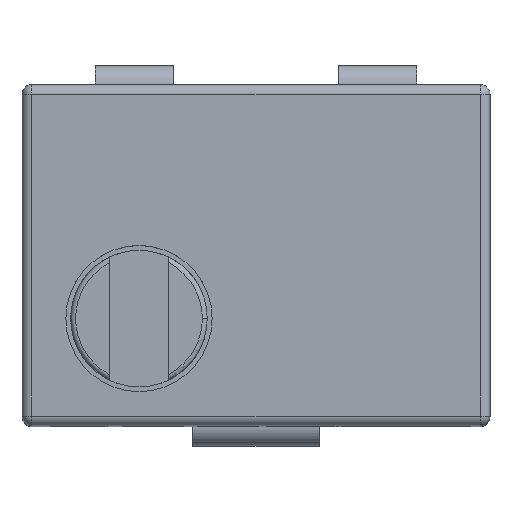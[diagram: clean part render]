
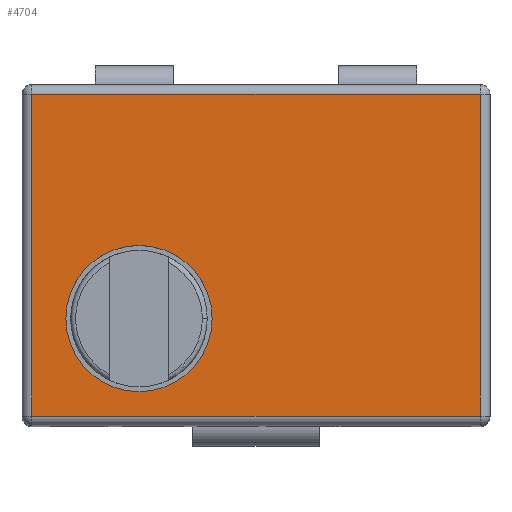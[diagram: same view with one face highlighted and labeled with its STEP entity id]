
A CAD part, top view. The second image highlights one B-rep face of the part: STEP entity #4704.
In plain terms, the highlighted planar face has unit normal (0, 0, 1).
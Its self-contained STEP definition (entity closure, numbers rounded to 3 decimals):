
#29 = VECTOR ( 'NONE', #3017, 1000. ) ;
#514 = CARTESIAN_POINT ( 'NONE',  ( -1.2, -0.65, 5.1 ) ) ;
#931 = LINE ( 'NONE', #13486, #11854 ) ;
#1543 = CARTESIAN_POINT ( 'NONE',  ( -2.3, 1.65, 5.1 ) ) ;
#1665 = FACE_BOUND ( 'NONE', #20366, .T. ) ;
#2485 = AXIS2_PLACEMENT_3D ( 'NONE', #14863, #7060, #11771 ) ;
#2548 = VECTOR ( 'NONE', #8882, 1000. ) ;
#3017 = DIRECTION ( 'NONE',  ( 0., 1., 0. ) ) ;
#3079 = CARTESIAN_POINT ( 'NONE',  ( -2.3, -1.65, 5.1 ) ) ;
#3375 = VERTEX_POINT ( 'NONE', #3079 ) ;
#3627 = DIRECTION ( 'NONE',  ( -1., 0., 0. ) ) ;
#3702 = EDGE_CURVE ( 'NONE', #19358, #14788, #18587, .T. ) ;
#4609 = ORIENTED_EDGE ( 'NONE', *, *, #18567, .T. ) ;
#4704 = ADVANCED_FACE ( 'NONE', ( #1665, #15583 ), #13910, .F. ) ;
#4749 = EDGE_CURVE ( 'NONE', #17800, #3375, #19637, .T. ) ;
#5070 = ORIENTED_EDGE ( 'NONE', *, *, #6472, .T. ) ;
#5167 = DIRECTION ( 'NONE',  ( 1., 0., 0. ) ) ;
#5435 = CIRCLE ( 'NONE', #8075, 0.75 ) ;
#6223 = ORIENTED_EDGE ( 'NONE', *, *, #3702, .F. ) ;
#6472 = EDGE_CURVE ( 'NONE', #10635, #17800, #931, .T. ) ;
#6651 = CARTESIAN_POINT ( 'NONE',  ( 0., 0., 5.1 ) ) ;
#7060 = DIRECTION ( 'NONE',  ( 0., 0., 1. ) ) ;
#7771 = LINE ( 'NONE', #13916, #29 ) ;
#7957 = ORIENTED_EDGE ( 'NONE', *, *, #14717, .T. ) ;
#8051 = DIRECTION ( 'NONE',  ( 0., 0., 1. ) ) ;
#8075 = AXIS2_PLACEMENT_3D ( 'NONE', #514, #8051, #5167 ) ;
#8076 = CARTESIAN_POINT ( 'NONE',  ( 2.3, 1.65, 5.1 ) ) ;
#8882 = DIRECTION ( 'NONE',  ( 1., 0., 0. ) ) ;
#9233 = CARTESIAN_POINT ( 'NONE',  ( -2.3, 0., 5.1 ) ) ;
#10635 = VERTEX_POINT ( 'NONE', #8076 ) ;
#11046 = VECTOR ( 'NONE', #16690, 1000. ) ;
#11468 = DIRECTION ( 'NONE',  ( 0., 0., -1. ) ) ;
#11475 = CARTESIAN_POINT ( 'NONE',  ( -0.45, -0.65, 5.1 ) ) ;
#11771 = DIRECTION ( 'NONE',  ( 1., 0., 0. ) ) ;
#11854 = VECTOR ( 'NONE', #19750, 1000. ) ;
#12203 = LINE ( 'NONE', #18760, #2548 ) ;
#12751 = AXIS2_PLACEMENT_3D ( 'NONE', #6651, #11468, #3627 ) ;
#13238 = EDGE_CURVE ( 'NONE', #14788, #19358, #5435, .T. ) ;
#13486 = CARTESIAN_POINT ( 'NONE',  ( 0., 1.65, 5.1 ) ) ;
#13873 = CARTESIAN_POINT ( 'NONE',  ( 2.3, -1.65, 5.1 ) ) ;
#13910 = PLANE ( 'NONE',  #12751 ) ;
#13916 = CARTESIAN_POINT ( 'NONE',  ( 2.3, 0., 5.1 ) ) ;
#14717 = EDGE_CURVE ( 'NONE', #16027, #10635, #7771, .T. ) ;
#14788 = VERTEX_POINT ( 'NONE', #11475 ) ;
#14863 = CARTESIAN_POINT ( 'NONE',  ( -1.2, -0.65, 5.1 ) ) ;
#15375 = EDGE_LOOP ( 'NONE', ( #4609, #7957, #5070, #17521 ) ) ;
#15583 = FACE_OUTER_BOUND ( 'NONE', #15375, .T. ) ;
#16027 = VERTEX_POINT ( 'NONE', #13873 ) ;
#16690 = DIRECTION ( 'NONE',  ( 0., -1., 0. ) ) ;
#17521 = ORIENTED_EDGE ( 'NONE', *, *, #4749, .T. ) ;
#17800 = VERTEX_POINT ( 'NONE', #1543 ) ;
#18567 = EDGE_CURVE ( 'NONE', #3375, #16027, #12203, .T. ) ;
#18587 = CIRCLE ( 'NONE', #2485, 0.75 ) ;
#18628 = CARTESIAN_POINT ( 'NONE',  ( -1.95, -0.65, 5.1 ) ) ;
#18760 = CARTESIAN_POINT ( 'NONE',  ( 0., -1.65, 5.1 ) ) ;
#19358 = VERTEX_POINT ( 'NONE', #18628 ) ;
#19502 = ORIENTED_EDGE ( 'NONE', *, *, #13238, .F. ) ;
#19637 = LINE ( 'NONE', #9233, #11046 ) ;
#19750 = DIRECTION ( 'NONE',  ( -1., 0., 0. ) ) ;
#20366 = EDGE_LOOP ( 'NONE', ( #19502, #6223 ) ) ;
